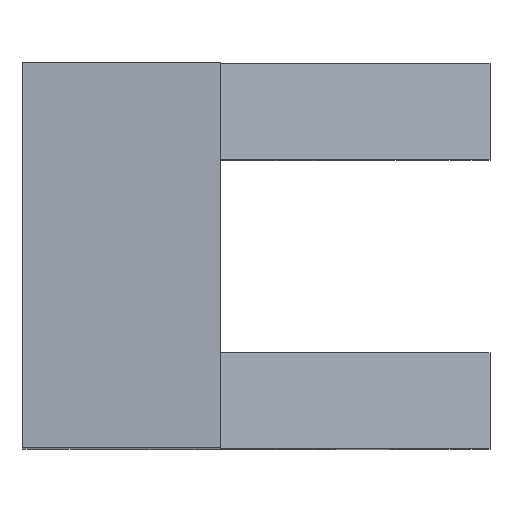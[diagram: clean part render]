
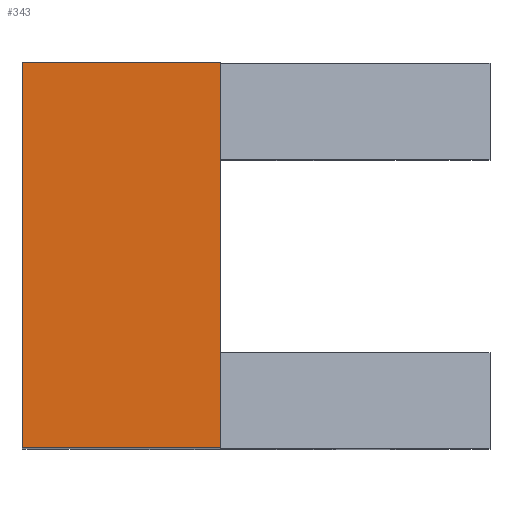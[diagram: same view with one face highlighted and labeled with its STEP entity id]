
A CAD part, top view. The second image highlights one B-rep face of the part: STEP entity #343.
In plain terms, the highlighted planar face has unit normal (0, 0, 1).
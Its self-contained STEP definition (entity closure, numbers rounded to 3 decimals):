
#81 = VERTEX_POINT('',#82);
#82 = CARTESIAN_POINT('',(-10.286,10.,40.));
#88 = EDGE_CURVE('',#81,#89,#91,.T.);
#89 = VERTEX_POINT('',#90);
#90 = CARTESIAN_POINT('',(0.,10.,40.));
#91 = LINE('',#92,#93);
#92 = CARTESIAN_POINT('',(-10.286,10.,40.));
#93 = VECTOR('',#94,1.);
#94 = DIRECTION('',(1.,0.,0.));
#250 = EDGE_CURVE('',#89,#251,#253,.T.);
#251 = VERTEX_POINT('',#252);
#252 = CARTESIAN_POINT('',(0.,-10.,40.));
#253 = LINE('',#254,#255);
#254 = CARTESIAN_POINT('',(0.,10.,40.));
#255 = VECTOR('',#256,1.);
#256 = DIRECTION('',(0.,-1.,0.));
#326 = VERTEX_POINT('',#327);
#327 = CARTESIAN_POINT('',(-10.286,-10.,40.));
#333 = EDGE_CURVE('',#81,#326,#334,.T.);
#334 = LINE('',#335,#336);
#335 = CARTESIAN_POINT('',(-10.286,10.,40.));
#336 = VECTOR('',#337,1.);
#337 = DIRECTION('',(0.,-1.,0.));
#343 = ADVANCED_FACE('',(#344),#355,.T.);
#344 = FACE_BOUND('',#345,.T.);
#345 = EDGE_LOOP('',(#346,#347,#353,#354));
#346 = ORIENTED_EDGE('',*,*,#333,.T.);
#347 = ORIENTED_EDGE('',*,*,#348,.T.);
#348 = EDGE_CURVE('',#326,#251,#349,.T.);
#349 = LINE('',#350,#351);
#350 = CARTESIAN_POINT('',(-10.286,-10.,40.));
#351 = VECTOR('',#352,1.);
#352 = DIRECTION('',(1.,0.,0.));
#353 = ORIENTED_EDGE('',*,*,#250,.F.);
#354 = ORIENTED_EDGE('',*,*,#88,.F.);
#355 = PLANE('',#356);
#356 = AXIS2_PLACEMENT_3D('',#357,#358,#359);
#357 = CARTESIAN_POINT('',(-10.286,10.,40.));
#358 = DIRECTION('',(0.,0.,1.));
#359 = DIRECTION('',(1.,0.,0.));
